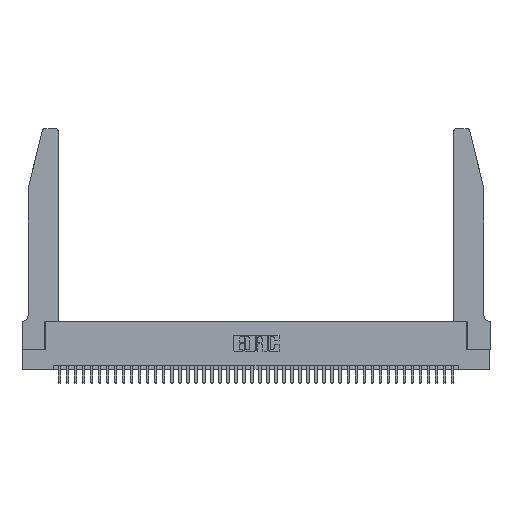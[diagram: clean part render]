
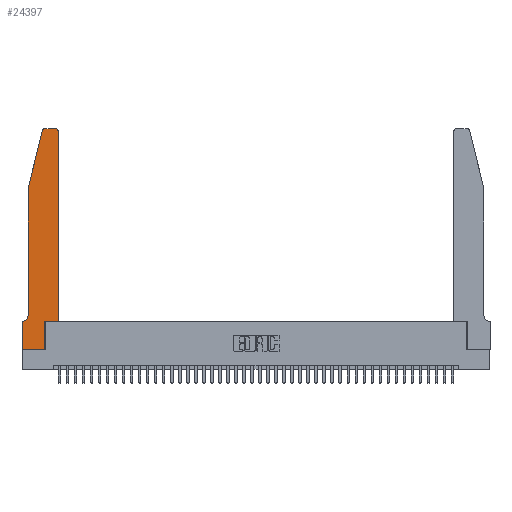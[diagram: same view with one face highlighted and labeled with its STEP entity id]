
A CAD part, top view. The second image highlights one B-rep face of the part: STEP entity #24397.
In plain terms, the highlighted planar face has unit normal (0, 0, 1).
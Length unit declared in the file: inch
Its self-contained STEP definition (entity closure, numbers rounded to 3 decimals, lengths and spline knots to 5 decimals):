
#119 = LINE ( 'NONE', #3157, #25612 ) ;
#260 = LINE ( 'NONE', #23894, #42360 ) ;
#323 = VERTEX_POINT ( 'NONE', #20240 ) ;
#830 = EDGE_CURVE ( 'NONE', #7831, #323, #260, .T. ) ;
#1100 = VECTOR ( 'NONE', #14433, 39.37008 ) ;
#1312 = ORIENTED_EDGE ( 'NONE', *, *, #32437, .T. ) ;
#1594 = ORIENTED_EDGE ( 'NONE', *, *, #29858, .T. ) ;
#2154 = EDGE_CURVE ( 'NONE', #323, #6220, #38177, .T. ) ;
#2169 = CARTESIAN_POINT ( 'NONE',  ( 0.4505, 0.35, 0.37 ) ) ;
#2382 = DIRECTION ( 'NONE',  ( -1., 0., 0. ) ) ;
#2824 = ORIENTED_EDGE ( 'NONE', *, *, #830, .T. ) ;
#3157 = CARTESIAN_POINT ( 'NONE',  ( 0.4505, 0.35, 0.37 ) ) ;
#4001 = ORIENTED_EDGE ( 'NONE', *, *, #2154, .T. ) ;
#5046 = EDGE_CURVE ( 'NONE', #38874, #20041, #9895, .T. ) ;
#6220 = VERTEX_POINT ( 'NONE', #14906 ) ;
#6502 = EDGE_LOOP ( 'NONE', ( #2824, #4001, #36396, #1594, #18059, #35933, #18639, #18378, #24364, #34775, #30566, #1312 ) ) ;
#6506 = DIRECTION ( 'NONE',  ( 1., 0., 0. ) ) ;
#6970 = EDGE_CURVE ( 'NONE', #20189, #34909, #38828, .T. ) ;
#7095 = CARTESIAN_POINT ( 'NONE',  ( 0.2865, 0., 0.37 ) ) ;
#7583 = VECTOR ( 'NONE', #15646, 39.37008 ) ;
#7831 = VERTEX_POINT ( 'NONE', #41133 ) ;
#7880 = CIRCLE ( 'NONE', #10222, 0.03 ) ;
#8301 = LINE ( 'NONE', #31157, #24980 ) ;
#9046 = VECTOR ( 'NONE', #39517, 39.37008 ) ;
#9048 = VERTEX_POINT ( 'NONE', #7095 ) ;
#9100 = FACE_OUTER_BOUND ( 'NONE', #6502, .T. ) ;
#9358 = CARTESIAN_POINT ( 'NONE',  ( 0.0755, 0.35, 0.37 ) ) ;
#9408 = CARTESIAN_POINT ( 'NONE',  ( 0., 0.35, 0.37 ) ) ;
#9538 = DIRECTION ( 'NONE',  ( 0., 0., 1. ) ) ;
#9895 = LINE ( 'NONE', #2169, #33300 ) ;
#10222 = AXIS2_PLACEMENT_3D ( 'NONE', #29492, #9538, #32804 ) ;
#10260 = CARTESIAN_POINT ( 'NONE',  ( 0.284, 2.72, 0.37 ) ) ;
#10547 = CARTESIAN_POINT ( 'NONE',  ( 0.0055, 0.35, 0.37 ) ) ;
#11185 = CARTESIAN_POINT ( 'NONE',  ( 0., 0., 0.37 ) ) ;
#11313 = DIRECTION ( 'NONE',  ( 1., 0., 0. ) ) ;
#12275 = VECTOR ( 'NONE', #12679, 39.37008 ) ;
#12340 = CARTESIAN_POINT ( 'NONE',  ( 0.0755, 2., 0.37 ) ) ;
#12679 = DIRECTION ( 'NONE',  ( -1., 0., 0. ) ) ;
#12748 = CIRCLE ( 'NONE', #23736, 0.07 ) ;
#12881 = VERTEX_POINT ( 'NONE', #22370 ) ;
#12891 = CARTESIAN_POINT ( 'NONE',  ( 0.0755, 2., 0.37 ) ) ;
#13564 = DIRECTION ( 'NONE',  ( 1., 0., 0. ) ) ;
#13800 = AXIS2_PLACEMENT_3D ( 'NONE', #39720, #19781, #39738 ) ;
#14433 = DIRECTION ( 'NONE',  ( 0., -1., 0. ) ) ;
#14906 = CARTESIAN_POINT ( 'NONE',  ( 0.25487, 2.72718, 0.37 ) ) ;
#15646 = DIRECTION ( 'NONE',  ( -0.239, -0.971, 0. ) ) ;
#17163 = AXIS2_PLACEMENT_3D ( 'NONE', #10260, #33524, #13564 ) ;
#17236 = CARTESIAN_POINT ( 'NONE',  ( 0.2865, 0.35, 0.37 ) ) ;
#17566 = EDGE_CURVE ( 'NONE', #35207, #20189, #12748, .T. ) ;
#18059 = ORIENTED_EDGE ( 'NONE', *, *, #17566, .T. ) ;
#18378 = ORIENTED_EDGE ( 'NONE', *, *, #30186, .T. ) ;
#18639 = ORIENTED_EDGE ( 'NONE', *, *, #27925, .T. ) ;
#19781 = DIRECTION ( 'NONE',  ( 0., 0., 1. ) ) ;
#20041 = VERTEX_POINT ( 'NONE', #26275 ) ;
#20189 = VERTEX_POINT ( 'NONE', #10547 ) ;
#20240 = CARTESIAN_POINT ( 'NONE',  ( 0.284, 2.75, 0.37 ) ) ;
#22290 = DIRECTION ( 'NONE',  ( 0., 0., -1. ) ) ;
#22370 = CARTESIAN_POINT ( 'NONE',  ( 0.0755, 2., 0.37 ) ) ;
#23736 = AXIS2_PLACEMENT_3D ( 'NONE', #42213, #22290, #2382 ) ;
#23894 = CARTESIAN_POINT ( 'NONE',  ( 0.2605, 2.75, 0.37 ) ) ;
#24112 = CARTESIAN_POINT ( 'NONE',  ( 0.0755, 0.42, 0.37 ) ) ;
#24364 = ORIENTED_EDGE ( 'NONE', *, *, #28693, .T. ) ;
#24397 = ADVANCED_FACE ( 'NONE', ( #9100 ), #33059, .T. ) ;
#24980 = VECTOR ( 'NONE', #41157, 39.37008 ) ;
#25612 = VECTOR ( 'NONE', #6506, 39.37008 ) ;
#26275 = CARTESIAN_POINT ( 'NONE',  ( 0.4505, 2.72, 0.37 ) ) ;
#26601 = LINE ( 'NONE', #31063, #1100 ) ;
#27925 = EDGE_CURVE ( 'NONE', #34909, #38653, #26601, .T. ) ;
#28693 = EDGE_CURVE ( 'NONE', #9048, #38549, #8301, .T. ) ;
#29492 = CARTESIAN_POINT ( 'NONE',  ( 0.4205, 2.72, 0.37 ) ) ;
#29858 = EDGE_CURVE ( 'NONE', #12881, #35207, #34575, .T. ) ;
#30186 = EDGE_CURVE ( 'NONE', #38653, #9048, #38675, .T. ) ;
#30566 = ORIENTED_EDGE ( 'NONE', *, *, #5046, .T. ) ;
#30914 = VECTOR ( 'NONE', #11313, 39.37008 ) ;
#31063 = CARTESIAN_POINT ( 'NONE',  ( 0., 0., 0.37 ) ) ;
#31157 = CARTESIAN_POINT ( 'NONE',  ( 0.2865, 0.35, 0.37 ) ) ;
#31979 = EDGE_CURVE ( 'NONE', #38549, #38874, #119, .T. ) ;
#32285 = DIRECTION ( 'NONE',  ( 0., 1., 0. ) ) ;
#32437 = EDGE_CURVE ( 'NONE', #20041, #7831, #7880, .T. ) ;
#32804 = DIRECTION ( 'NONE',  ( 1., 0., 0. ) ) ;
#33059 = PLANE ( 'NONE',  #13800 ) ;
#33300 = VECTOR ( 'NONE', #32285, 39.37008 ) ;
#33524 = DIRECTION ( 'NONE',  ( 0., 0., 1. ) ) ;
#33917 = DIRECTION ( 'NONE',  ( -1., 0., 0. ) ) ;
#34136 = LINE ( 'NONE', #12340, #7583 ) ;
#34575 = LINE ( 'NONE', #12891, #9046 ) ;
#34584 = CARTESIAN_POINT ( 'NONE',  ( 0., 0., 0.37 ) ) ;
#34775 = ORIENTED_EDGE ( 'NONE', *, *, #31979, .T. ) ;
#34909 = VERTEX_POINT ( 'NONE', #9408 ) ;
#35207 = VERTEX_POINT ( 'NONE', #24112 ) ;
#35933 = ORIENTED_EDGE ( 'NONE', *, *, #6970, .T. ) ;
#36396 = ORIENTED_EDGE ( 'NONE', *, *, #41768, .T. ) ;
#38177 = CIRCLE ( 'NONE', #17163, 0.03 ) ;
#38549 = VERTEX_POINT ( 'NONE', #17236 ) ;
#38653 = VERTEX_POINT ( 'NONE', #11185 ) ;
#38675 = LINE ( 'NONE', #34584, #30914 ) ;
#38828 = LINE ( 'NONE', #9358, #12275 ) ;
#38874 = VERTEX_POINT ( 'NONE', #39722 ) ;
#39517 = DIRECTION ( 'NONE',  ( 0., -1., 0. ) ) ;
#39720 = CARTESIAN_POINT ( 'NONE',  ( 0., 0.35, 0.37 ) ) ;
#39722 = CARTESIAN_POINT ( 'NONE',  ( 0.4505, 0.35, 0.37 ) ) ;
#39738 = DIRECTION ( 'NONE',  ( 1., 0., 0. ) ) ;
#41133 = CARTESIAN_POINT ( 'NONE',  ( 0.4205, 2.75, 0.37 ) ) ;
#41157 = DIRECTION ( 'NONE',  ( 0., 1., 0. ) ) ;
#41768 = EDGE_CURVE ( 'NONE', #6220, #12881, #34136, .T. ) ;
#42213 = CARTESIAN_POINT ( 'NONE',  ( 0.0055, 0.42, 0.37 ) ) ;
#42360 = VECTOR ( 'NONE', #33917, 39.37008 ) ;
